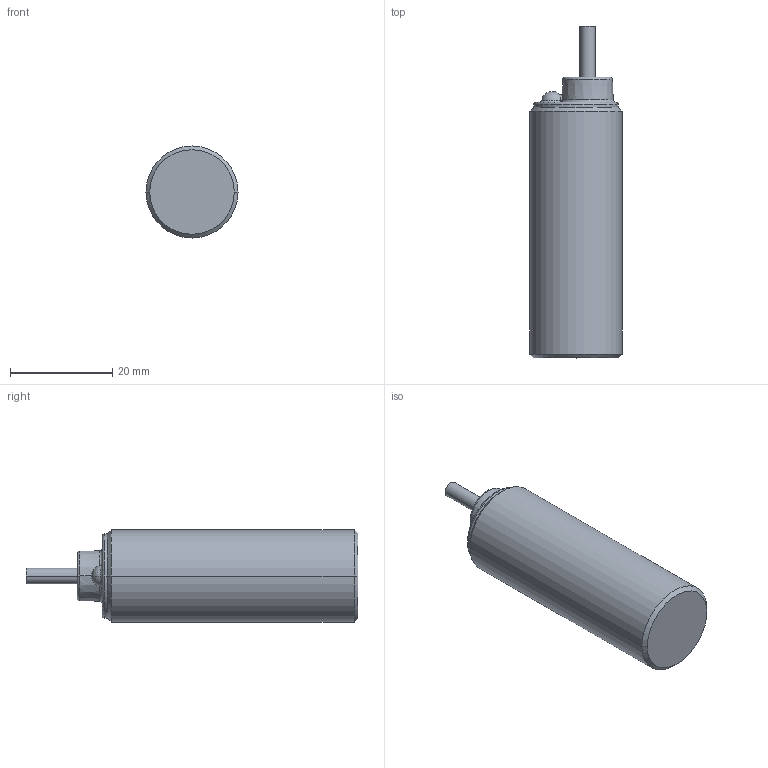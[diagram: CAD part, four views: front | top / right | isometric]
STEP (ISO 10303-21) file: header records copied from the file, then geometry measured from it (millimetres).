
FILE_DESCRIPTION((''),'2;1');
FILE_NAME('DM_CAD-2295_SW0001','2016-06-16T',('creinig-se'),(''),'PRO/ENGINEER BY PARAMETRIC TECHNOLOGY CORPORATION, 2015440','PRO/ENGINEER BY PARAMETRIC TECHNOLOGY CORPORATION, 2015440','');
FILE_SCHEMA(('CONFIG_CONTROL_DESIGN'));
Length unit declared in the file: millimetre
Products named in the file (1): DM_CAD-2295_SW0001
Bounding box: 18 x 64.9 x 18 mm (x, y, z)
Volume: 13115 mm3; surface area: 3505.9 mm2
Topology: 1 solids, 1 shells, 31 faces, 122 edges, 143 vertices
Faces by surface type: bspline 8, cylinder 6, cone 6, torus 5, plane 4, sphere 2
Entity records: 1957 total; most frequent: CARTESIAN_POINT 617, DIRECTION 199, ORIENTED_EDGE 138, PRESENTATION_STYLE_ASSIGNMENT 83, STYLED_ITEM 83, AXIS2_PLACEMENT_3D 76, EDGE_CURVE 69, CURVE_STYLE 52
